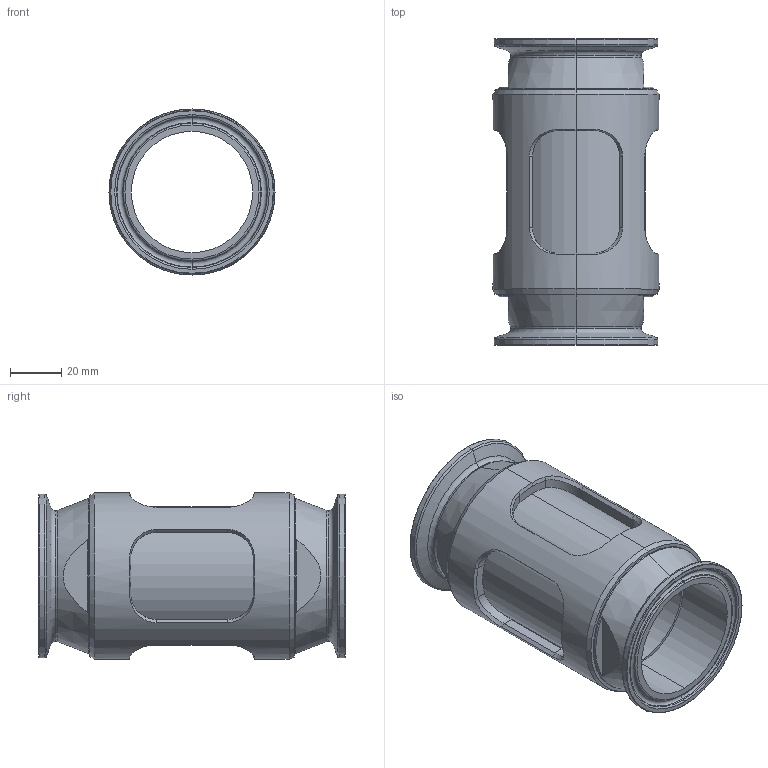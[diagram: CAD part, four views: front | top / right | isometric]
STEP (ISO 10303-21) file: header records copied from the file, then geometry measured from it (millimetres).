
FILE_DESCRIPTION (( 'STEP AP214' ), '1' );
FILE_NAME ('SG.SV.200.STEP', '2020-03-30T12:04:12', ( '' ), ( '' ), 'SwSTEP 2.0', 'SolidWorks 2019', '' );
FILE_SCHEMA (( 'AUTOMOTIVE_DESIGN' ));
Length unit declared in the file: millimetre
Products named in the file (1): SG.SV.200
Bounding box: 65 x 120 x 65 mm (x, y, z)
Volume: 114063.4 mm3; surface area: 72928.5 mm2
Topology: 4 solids, 4 shells, 172 faces, 384 edges, 226 vertices
Faces by surface type: plane 46, cylinder 44, cone 34, torus 32, bspline 16
Entity records: 6835 total; most frequent: CARTESIAN_POINT 2901, DIRECTION 796, ORIENTED_EDGE 768, EDGE_CURVE 384, AXIS2_PLACEMENT_3D 339, VERTEX_POINT 226, EDGE_LOOP 194, CIRCLE 182
